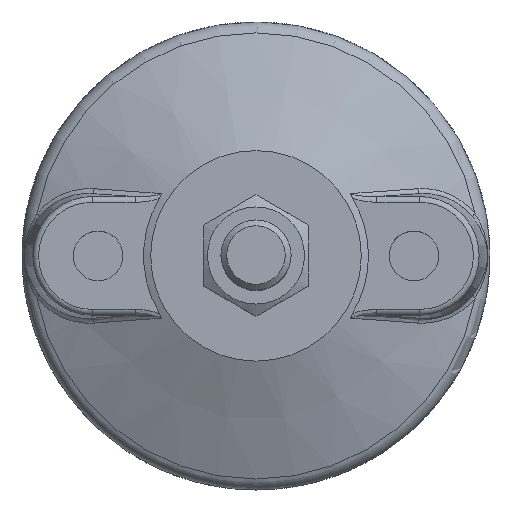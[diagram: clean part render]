
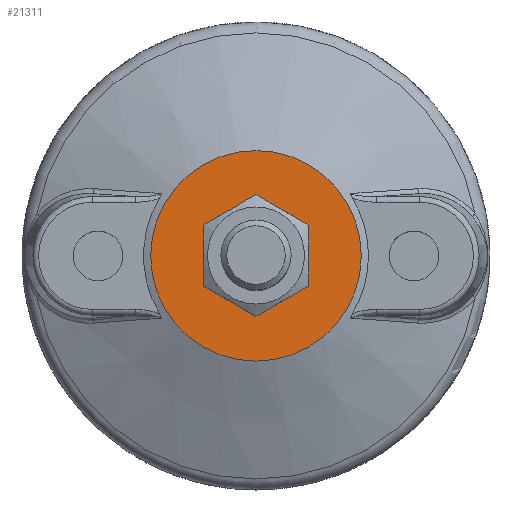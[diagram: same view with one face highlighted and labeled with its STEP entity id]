
A CAD part, top view. The second image highlights one B-rep face of the part: STEP entity #21311.
In plain terms, the highlighted planar face has unit normal (0, 0, 1).
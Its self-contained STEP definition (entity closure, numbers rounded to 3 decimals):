
#117=FACE_BOUND($,#7667,.T.);
#1123=PLANE($,#23004);
#6545=FACE_OUTER_BOUND($,#7666,.T.);
#7666=EDGE_LOOP($,(#18964));
#7667=EDGE_LOOP($,(#18965));
#7779=CIRCLE($,#21403,18.);
#8348=CIRCLE($,#23005,7.228);
#8459=VERTEX_POINT($,#29100);
#10162=VERTEX_POINT($,#34974);
#10270=EDGE_CURVE($,#8459,#8459,#7779,.T.);
#13006=EDGE_CURVE($,#10162,#10162,#8348,.T.);
#18964=ORIENTED_EDGE($,*,*,#10270,.T.);
#18965=ORIENTED_EDGE($,*,*,#13006,.F.);
#21311=ADVANCED_FACE($,(#6545,#117),#1123,.T.);
#21403=AXIS2_PLACEMENT_3D($,#29101,#23159,#23160);
#23004=AXIS2_PLACEMENT_3D($,#34973,#28477,#28478);
#23005=AXIS2_PLACEMENT_3D($,#34975,#28479,#28480);
#23159=DIRECTION('center_axis',(0.,0.,1.));
#23160=DIRECTION('ref_axis',(1.,0.,0.));
#28477=DIRECTION('center_axis',(0.,0.,1.));
#28478=DIRECTION('ref_axis',(0.,1.,0.));
#28479=DIRECTION('center_axis',(0.,0.,1.));
#28480=DIRECTION('ref_axis',(1.,0.,0.));
#29100=CARTESIAN_POINT('',(18.,0.,-32.804));
#29101=CARTESIAN_POINT('Origin',(0.,0.,
-32.804));
#34973=CARTESIAN_POINT('Origin',(12.614,0.,
-32.804));
#34974=CARTESIAN_POINT('',(7.228,0.,-32.804));
#34975=CARTESIAN_POINT('Origin',(0.,0.,
-32.804));
